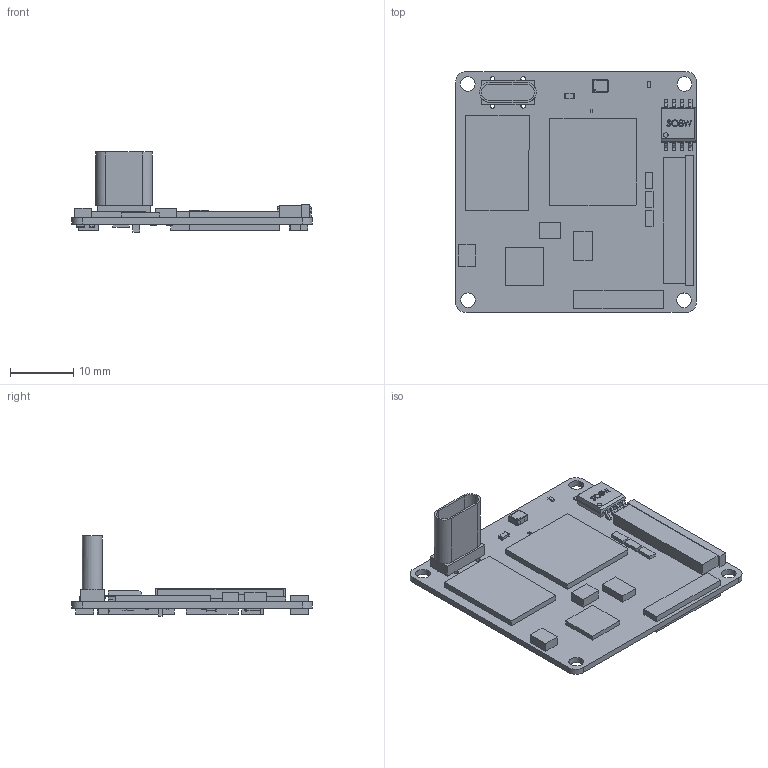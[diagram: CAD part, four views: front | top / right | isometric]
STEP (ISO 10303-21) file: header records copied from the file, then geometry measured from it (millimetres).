
FILE_DESCRIPTION((''),'2;1');
FILE_NAME('ASM0293_ASM','2022-09-15T',('Administrator'),(''),'PRO/ENGINEER BY PARAMETRIC TECHNOLOGY CORPORATION, 2008380','PRO/ENGINEER BY PARAMETRIC TECHNOLOGY CORPORATION, 2008380','');
FILE_SCHEMA(('CONFIG_CONTROL_DESIGN'));
Length unit declared in the file: millimetre
Products named in the file (118): PRT0088; PRT0089; ASM0297_ASM; ASM0296_ASM; PRT0090; ASM0299_ASM; ASM0298_ASM; PRT0091; ASM0301_ASM; ASM0300_ASM; PRT0092; ASM0303_ASM; ASM0302_ASM; PRT0093; ASM0305_ASM; ASM0304_ASM; PRT0094; PRT0095; PRT0096; PRT0097; PRT0098; PRT0099; PRT0100; ASM0308_ASM; ASM0307_ASM; ASM0306_ASM; PRT0101; ASM0310_ASM; ASM0309_ASM; PRT0102; ASM0312_ASM; PRT0103; ASM0313_ASM; ASM0311_ASM; PRT0104; ASM0315_ASM; ASM0314_ASM; PRT0105; ASM0317_ASM; PRT0106 ...
Assembly tree (125 placements, depth 7):
  ASM0293_ASM
    ASM0294_ASM
      ASM0295_ASM
        PRT0088
        ASM0296_ASM
          ASM0297_ASM
            PRT0089
        ASM0298_ASM
          ASM0299_ASM
            PRT0090
        ASM0300_ASM
          ASM0301_ASM
            PRT0091
        ASM0302_ASM
          ASM0303_ASM
            PRT0092
        ASM0304_ASM
          ASM0305_ASM
            PRT0093
        ASM0306_ASM
          ASM0307_ASM
            PRT0094
            PRT0095
            PRT0096
            ASM0308_ASM
              PRT0097
              PRT0098
              PRT0099
              PRT0100
        ASM0309_ASM
          ASM0310_ASM
            PRT0101
        ASM0311_ASM
          ASM0312_ASM  x2
            PRT0102
          ASM0313_ASM
            PRT0103
        ASM0314_ASM
          ASM0315_ASM
            PRT0104
        ASM0316_ASM
          ASM0317_ASM  x2
            PRT0105
          ASM0318_ASM
            PRT0106
        ASM0319_ASM
          ASM0320_ASM
            PRT0107
        ASM0321_ASM
          ASM0322_ASM
            PRT0108
        ASM0323_ASM
          ASM0324_ASM
            PRT0109
        ASM0325_ASM
          ASM0326_ASM
            PRT0110
          ASM0327_ASM  x2
            PRT0111
        ASM0328_ASM
Bounding box: 38 x 38 x 12.64 mm (x, y, z)
Volume: 2357.3 mm3; surface area: 5585.3 mm2
Topology: 55 solids, 55 shells, 625 faces, 1479 edges, 974 vertices
Faces by surface type: plane 505, cylinder 80, extrusion 40
Entity records: 21435 total; most frequent: CARTESIAN_POINT 5164, DIRECTION 3311, ORIENTED_EDGE 2766, EDGE_CURVE 1383, VECTOR 1171, LINE 1131, AXIS2_PLACEMENT_3D 1070, VERTEX_POINT 910
